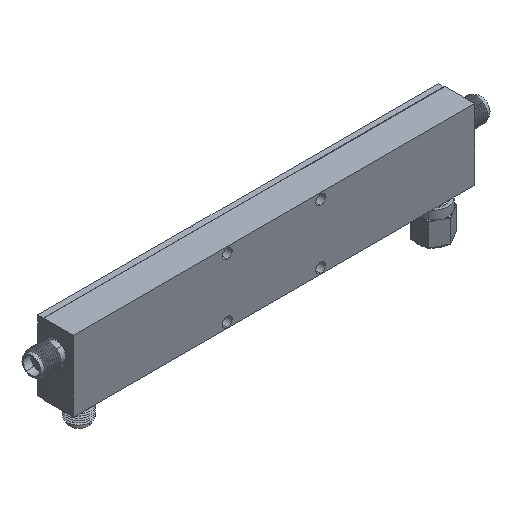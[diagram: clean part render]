
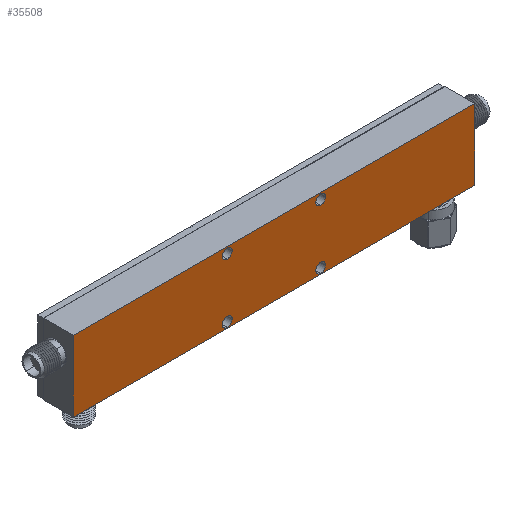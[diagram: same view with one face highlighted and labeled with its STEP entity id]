
A CAD part, isometric view. The second image highlights one B-rep face of the part: STEP entity #35508.
In plain terms, the highlighted planar face has unit normal (0, -1, 0).
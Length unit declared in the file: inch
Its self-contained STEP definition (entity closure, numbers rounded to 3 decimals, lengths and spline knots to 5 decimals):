
#292 = ORIENTED_EDGE ( 'NONE', *, *, #15736, .T. ) ;
#1027 = VECTOR ( 'NONE', #9172, 39.37008 ) ;
#1276 = FACE_BOUND ( 'NONE', #5358, .T. ) ;
#1661 = CARTESIAN_POINT ( 'NONE',  ( 1.16807, 2.17934, 3.44995 ) ) ;
#1668 = AXIS2_PLACEMENT_3D ( 'NONE', #8389, #22437, #36475 ) ;
#1700 = DIRECTION ( 'NONE',  ( 0., 0., -1. ) ) ;
#1745 = EDGE_CURVE ( 'NONE', #41479, #43335, #41124, .T. ) ;
#2379 = CARTESIAN_POINT ( 'NONE',  ( 2.15807, 2.17934, 3.44995 ) ) ;
#2653 = DIRECTION ( 'NONE',  ( 0., 1., 0. ) ) ;
#3086 = DIRECTION ( 'NONE',  ( 0., 0., -1. ) ) ;
#4071 = VERTEX_POINT ( 'NONE', #26826 ) ;
#4206 = VECTOR ( 'NONE', #31260, 39.37008 ) ;
#4290 = CARTESIAN_POINT ( 'NONE',  ( 2.15807, 2.17934, 3.39795 ) ) ;
#4300 = EDGE_CURVE ( 'NONE', #44525, #16994, #28904, .T. ) ;
#4467 = CARTESIAN_POINT ( 'NONE',  ( 1.16807, 2.17934, 2.82495 ) ) ;
#4531 = AXIS2_PLACEMENT_3D ( 'NONE', #2379, #16474, #25900 ) ;
#5121 = ORIENTED_EDGE ( 'NONE', *, *, #26420, .T. ) ;
#5358 = EDGE_LOOP ( 'NONE', ( #17801, #5121 ) ) ;
#5625 = DIRECTION ( 'NONE',  ( 0., 0., -1. ) ) ;
#5842 = DIRECTION ( 'NONE',  ( 0., 1., 0. ) ) ;
#6125 = AXIS2_PLACEMENT_3D ( 'NONE', #4467, #43343, #39901 ) ;
#6510 = DIRECTION ( 'NONE',  ( 0., 1., 0. ) ) ;
#7062 = CARTESIAN_POINT ( 'NONE',  ( 3.78807, 2.17934, 3.51495 ) ) ;
#7458 = ORIENTED_EDGE ( 'NONE', *, *, #23469, .T. ) ;
#7848 = CIRCLE ( 'NONE', #41652, 0.052 ) ;
#8389 = CARTESIAN_POINT ( 'NONE',  ( 1.66307, 2.17934, 3.13995 ) ) ;
#8559 = ORIENTED_EDGE ( 'NONE', *, *, #39568, .T. ) ;
#9132 = CARTESIAN_POINT ( 'NONE',  ( -0.46193, 2.17934, 3.51495 ) ) ;
#9172 = DIRECTION ( 'NONE',  ( 0., 0., -1. ) ) ;
#9908 = CIRCLE ( 'NONE', #37125, 0.052 ) ;
#11180 = VERTEX_POINT ( 'NONE', #27140 ) ;
#11642 = FACE_BOUND ( 'NONE', #21560, .T. ) ;
#11743 = CARTESIAN_POINT ( 'NONE',  ( 2.15807, 2.17934, 3.44995 ) ) ;
#11803 = DIRECTION ( 'NONE',  ( 0., 0., -1. ) ) ;
#12225 = CARTESIAN_POINT ( 'NONE',  ( 2.15807, 2.17934, 2.87695 ) ) ;
#12233 = ORIENTED_EDGE ( 'NONE', *, *, #26710, .F. ) ;
#13153 = CARTESIAN_POINT ( 'NONE',  ( 2.15807, 2.17934, 2.77295 ) ) ;
#15138 = FACE_BOUND ( 'NONE', #33019, .T. ) ;
#15303 = DIRECTION ( 'NONE',  ( 0., 1., 0. ) ) ;
#15736 = EDGE_CURVE ( 'NONE', #28843, #42758, #35746, .T. ) ;
#15964 = DIRECTION ( 'NONE',  ( 0., 0., -1. ) ) ;
#16156 = EDGE_CURVE ( 'NONE', #11180, #4071, #34719, .T. ) ;
#16474 = DIRECTION ( 'NONE',  ( 0., 1., 0. ) ) ;
#16619 = VERTEX_POINT ( 'NONE', #4290 ) ;
#16884 = AXIS2_PLACEMENT_3D ( 'NONE', #37385, #2653, #5625 ) ;
#16994 = VERTEX_POINT ( 'NONE', #12225 ) ;
#17307 = CARTESIAN_POINT ( 'NONE',  ( -0.46193, 2.17934, 2.76495 ) ) ;
#17801 = ORIENTED_EDGE ( 'NONE', *, *, #45049, .T. ) ;
#18094 = DIRECTION ( 'NONE',  ( 0., 0., -1. ) ) ;
#18810 = PLANE ( 'NONE',  #1668 ) ;
#19381 = VERTEX_POINT ( 'NONE', #39668 ) ;
#20053 = LINE ( 'NONE', #40522, #1027 ) ;
#21495 = CARTESIAN_POINT ( 'NONE',  ( 2.15807, 2.17934, 2.82495 ) ) ;
#21560 = EDGE_LOOP ( 'NONE', ( #8559, #7458 ) ) ;
#21719 = ORIENTED_EDGE ( 'NONE', *, *, #16156, .F. ) ;
#22166 = VECTOR ( 'NONE', #32193, 39.37008 ) ;
#22364 = CARTESIAN_POINT ( 'NONE',  ( 1.16807, 2.17934, 3.44995 ) ) ;
#22437 = DIRECTION ( 'NONE',  ( 0., -1., 0. ) ) ;
#22659 = FACE_OUTER_BOUND ( 'NONE', #26543, .T. ) ;
#23469 = EDGE_CURVE ( 'NONE', #16619, #41425, #31678, .T. ) ;
#23702 = ORIENTED_EDGE ( 'NONE', *, *, #4300, .T. ) ;
#23738 = EDGE_CURVE ( 'NONE', #4071, #41479, #36552, .T. ) ;
#24464 = EDGE_CURVE ( 'NONE', #42758, #28843, #26660, .T. ) ;
#25900 = DIRECTION ( 'NONE',  ( 0., 0., -1. ) ) ;
#26156 = FACE_BOUND ( 'NONE', #27980, .T. ) ;
#26420 = EDGE_CURVE ( 'NONE', #19381, #41356, #33298, .T. ) ;
#26520 = DIRECTION ( 'NONE',  ( 0., 1., 0. ) ) ;
#26543 = EDGE_LOOP ( 'NONE', ( #12233, #40947, #34967, #21719 ) ) ;
#26660 = CIRCLE ( 'NONE', #39140, 0.052 ) ;
#26710 = EDGE_CURVE ( 'NONE', #43335, #11180, #20053, .T. ) ;
#26826 = CARTESIAN_POINT ( 'NONE',  ( -0.46193, 2.17934, 2.76495 ) ) ;
#27140 = CARTESIAN_POINT ( 'NONE',  ( 3.78807, 2.17934, 2.76495 ) ) ;
#27980 = EDGE_LOOP ( 'NONE', ( #292, #40303 ) ) ;
#28363 = CARTESIAN_POINT ( 'NONE',  ( 1.16807, 2.17934, 2.87695 ) ) ;
#28843 = VERTEX_POINT ( 'NONE', #32812 ) ;
#28904 = CIRCLE ( 'NONE', #40663, 0.052 ) ;
#30747 = CARTESIAN_POINT ( 'NONE',  ( -0.46193, 2.17934, 3.51495 ) ) ;
#31260 = DIRECTION ( 'NONE',  ( -1., 0., 0. ) ) ;
#31678 = CIRCLE ( 'NONE', #4531, 0.052 ) ;
#32193 = DIRECTION ( 'NONE',  ( 0., 0., 1. ) ) ;
#32200 = EDGE_CURVE ( 'NONE', #16994, #44525, #42564, .T. ) ;
#32812 = CARTESIAN_POINT ( 'NONE',  ( 1.16807, 2.17934, 3.50195 ) ) ;
#33019 = EDGE_LOOP ( 'NONE', ( #36860, #23702 ) ) ;
#33298 = CIRCLE ( 'NONE', #6125, 0.052 ) ;
#34719 = LINE ( 'NONE', #17307, #4206 ) ;
#34967 = ORIENTED_EDGE ( 'NONE', *, *, #23738, .F. ) ;
#35508 = ADVANCED_FACE ( 'NONE', ( #11642, #1276, #15138, #26156, #22659 ), #18810, .T. ) ;
#35509 = DIRECTION ( 'NONE',  ( 0., 1., 0. ) ) ;
#35746 = CIRCLE ( 'NONE', #43122, 0.052 ) ;
#36475 = DIRECTION ( 'NONE',  ( 0., 0., -1. ) ) ;
#36552 = LINE ( 'NONE', #42775, #22166 ) ;
#36860 = ORIENTED_EDGE ( 'NONE', *, *, #32200, .T. ) ;
#37125 = AXIS2_PLACEMENT_3D ( 'NONE', #37368, #5842, #1700 ) ;
#37251 = CARTESIAN_POINT ( 'NONE',  ( 2.15807, 2.17934, 3.50195 ) ) ;
#37368 = CARTESIAN_POINT ( 'NONE',  ( 1.16807, 2.17934, 2.82495 ) ) ;
#37385 = CARTESIAN_POINT ( 'NONE',  ( 2.15807, 2.17934, 2.82495 ) ) ;
#37882 = VECTOR ( 'NONE', #40660, 39.37008 ) ;
#39140 = AXIS2_PLACEMENT_3D ( 'NONE', #22364, #26520, #15964 ) ;
#39568 = EDGE_CURVE ( 'NONE', #41425, #16619, #7848, .T. ) ;
#39668 = CARTESIAN_POINT ( 'NONE',  ( 1.16807, 2.17934, 2.77295 ) ) ;
#39901 = DIRECTION ( 'NONE',  ( 0., 0., -1. ) ) ;
#40303 = ORIENTED_EDGE ( 'NONE', *, *, #24464, .T. ) ;
#40522 = CARTESIAN_POINT ( 'NONE',  ( 3.78807, 2.17934, 3.51495 ) ) ;
#40660 = DIRECTION ( 'NONE',  ( 1., 0., 0. ) ) ;
#40663 = AXIS2_PLACEMENT_3D ( 'NONE', #21495, #35509, #18094 ) ;
#40947 = ORIENTED_EDGE ( 'NONE', *, *, #1745, .F. ) ;
#41124 = LINE ( 'NONE', #30747, #37882 ) ;
#41356 = VERTEX_POINT ( 'NONE', #28363 ) ;
#41425 = VERTEX_POINT ( 'NONE', #37251 ) ;
#41479 = VERTEX_POINT ( 'NONE', #9132 ) ;
#41652 = AXIS2_PLACEMENT_3D ( 'NONE', #11743, #6510, #3086 ) ;
#42558 = CARTESIAN_POINT ( 'NONE',  ( 1.16807, 2.17934, 3.39795 ) ) ;
#42564 = CIRCLE ( 'NONE', #16884, 0.052 ) ;
#42758 = VERTEX_POINT ( 'NONE', #42558 ) ;
#42775 = CARTESIAN_POINT ( 'NONE',  ( -0.46193, 2.17934, 3.51495 ) ) ;
#43122 = AXIS2_PLACEMENT_3D ( 'NONE', #1661, #15303, #11803 ) ;
#43335 = VERTEX_POINT ( 'NONE', #7062 ) ;
#43343 = DIRECTION ( 'NONE',  ( 0., 1., 0. ) ) ;
#44525 = VERTEX_POINT ( 'NONE', #13153 ) ;
#45049 = EDGE_CURVE ( 'NONE', #41356, #19381, #9908, .T. ) ;
